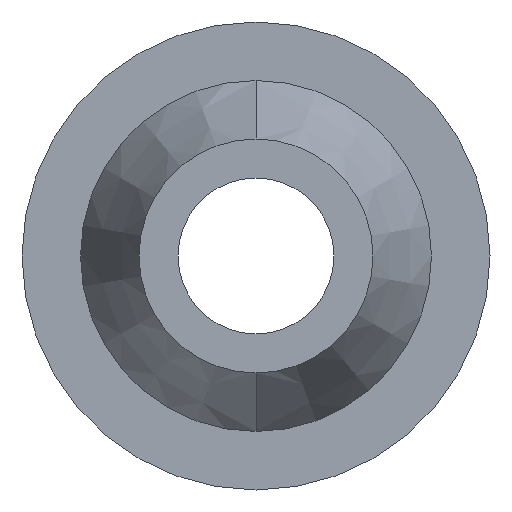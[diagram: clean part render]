
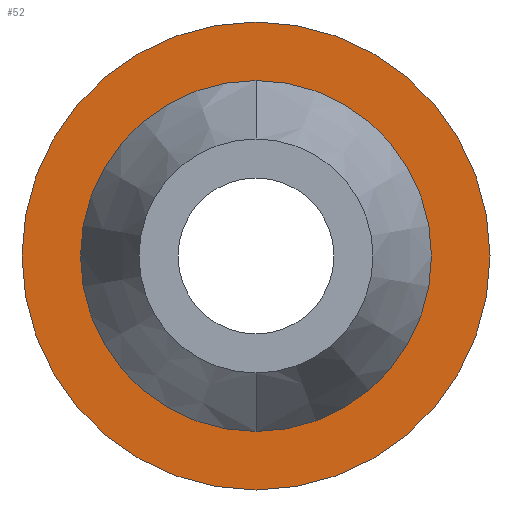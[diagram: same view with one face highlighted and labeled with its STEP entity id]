
A CAD part, front view. The second image highlights one B-rep face of the part: STEP entity #52.
In plain terms, the highlighted planar face has unit normal (0, -1, 0).
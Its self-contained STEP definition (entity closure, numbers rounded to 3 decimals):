
#43 = EDGE_LOOP ( 'NONE', ( #91, #92 ) ) ;
#52 = ADVANCED_FACE ( 'NONE', ( #411, #410 ), #409, .T. ) ;
#90 = EDGE_CURVE ( 'NONE', #160, #149, #323, .T. ) ;
#91 = ORIENTED_EDGE ( 'NONE', *, *, #153, .T. ) ;
#92 = ORIENTED_EDGE ( 'NONE', *, *, #93, .T. ) ;
#93 = EDGE_CURVE ( 'NONE', #108, #158, #319, .T. ) ;
#94 = EDGE_LOOP ( 'NONE', ( #95, #96 ) ) ;
#95 = ORIENTED_EDGE ( 'NONE', *, *, #152, .F. ) ;
#96 = ORIENTED_EDGE ( 'NONE', *, *, #90, .F. ) ;
#108 = VERTEX_POINT ( 'NONE', #401 ) ;
#149 = VERTEX_POINT ( 'NONE', #225 ) ;
#152 = EDGE_CURVE ( 'NONE', #149, #160, #223, .T. ) ;
#153 = EDGE_CURVE ( 'NONE', #158, #108, #218, .T. ) ;
#158 = VERTEX_POINT ( 'NONE', #295 ) ;
#160 = VERTEX_POINT ( 'NONE', #294 ) ;
#214 = DIRECTION ( 'NONE',  ( 0., 0., 1. ) ) ;
#215 = DIRECTION ( 'NONE',  ( 0., 1., 0. ) ) ;
#216 = CARTESIAN_POINT ( 'NONE',  ( 0., -4., 0. ) ) ;
#217 = AXIS2_PLACEMENT_3D ( 'NONE', #216, #215, #214 ) ;
#218 = CIRCLE ( 'NONE', #217, 4. ) ;
#219 = DIRECTION ( 'NONE',  ( 0., 0., 1. ) ) ;
#220 = DIRECTION ( 'NONE',  ( 0., 1., 0. ) ) ;
#221 = CARTESIAN_POINT ( 'NONE',  ( 0., -4., 0. ) ) ;
#222 = AXIS2_PLACEMENT_3D ( 'NONE', #221, #220, #219 ) ;
#223 = CIRCLE ( 'NONE', #222, 6. ) ;
#225 = CARTESIAN_POINT ( 'NONE',  ( 0., -4., 6. ) ) ;
#281 = DIRECTION ( 'NONE',  ( 0., 0., -1. ) ) ;
#282 = DIRECTION ( 'NONE',  ( 0., -1., 0. ) ) ;
#283 = CARTESIAN_POINT ( 'NONE',  ( -6., -4., 0. ) ) ;
#284 = AXIS2_PLACEMENT_3D ( 'NONE', #283, #282, #281 ) ;
#291 = CARTESIAN_POINT ( 'NONE',  ( 0., -4., 0. ) ) ;
#294 = CARTESIAN_POINT ( 'NONE',  ( 0., -4., -6. ) ) ;
#295 = CARTESIAN_POINT ( 'NONE',  ( 0., -4., 4. ) ) ;
#317 = CARTESIAN_POINT ( 'NONE',  ( 0., -4., 0. ) ) ;
#318 = AXIS2_PLACEMENT_3D ( 'NONE', #317, #424, #423 ) ;
#319 = CIRCLE ( 'NONE', #318, 4. ) ;
#320 = DIRECTION ( 'NONE',  ( 0., 0., 1. ) ) ;
#321 = DIRECTION ( 'NONE',  ( 0., 1., 0. ) ) ;
#322 = AXIS2_PLACEMENT_3D ( 'NONE', #291, #321, #320 ) ;
#323 = CIRCLE ( 'NONE', #322, 6. ) ;
#401 = CARTESIAN_POINT ( 'NONE',  ( 0., -4., -4. ) ) ;
#409 = PLANE ( 'NONE',  #284 ) ;
#410 = FACE_OUTER_BOUND ( 'NONE', #94, .T. ) ;
#411 = FACE_BOUND ( 'NONE', #43, .T. ) ;
#423 = DIRECTION ( 'NONE',  ( 0., 0., 1. ) ) ;
#424 = DIRECTION ( 'NONE',  ( 0., 1., 0. ) ) ;
